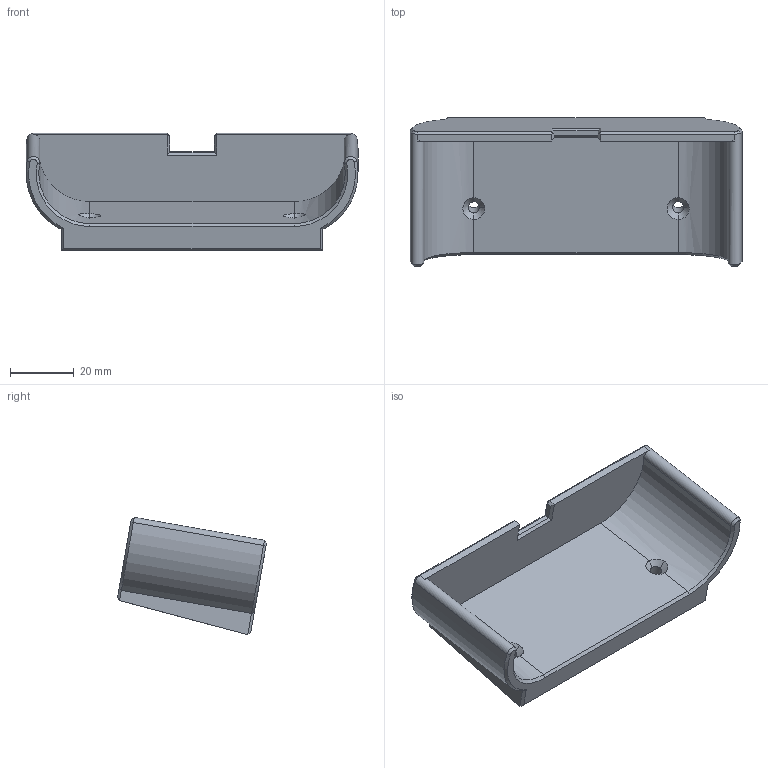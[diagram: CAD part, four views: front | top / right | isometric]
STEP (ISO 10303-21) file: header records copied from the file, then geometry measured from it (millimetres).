
FILE_DESCRIPTION(('FreeCAD Model'),'2;1');
FILE_NAME('Open CASCADE Shape Model','2026-01-21T21:15:54',(''),(''), 'Open CASCADE STEP processor 7.8','FreeCAD','Unknown');
FILE_SCHEMA(('AUTOMOTIVE_DESIGN { 1 0 10303 214 1 1 1 1 }'));
Length unit declared in the file: millimetre
Products named in the file (1): ChargerHolderTop
Bounding box: 103.99 x 46.65 x 36.72 mm (x, y, z)
Volume: 38216.8 mm3; surface area: 16956.7 mm2
Topology: 1 solids, 1 shells, 55 faces, 133 edges, 78 vertices
Faces by surface type: plane 31, cone 10, cylinder 8, bspline 6
Full cylindrical faces by diameter (mm): 3.5 x2
Entity records: 6124 total; most frequent: CARTESIAN_POINT 3447, DIRECTION 485, LINE 309, VECTOR 309, ORIENTED_EDGE 266, PCURVE 266, DEFINITIONAL_REPRESENTATION 266, EDGE_CURVE 133
